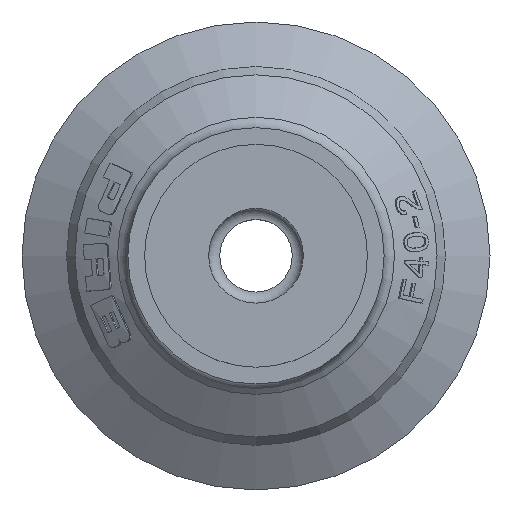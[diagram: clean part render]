
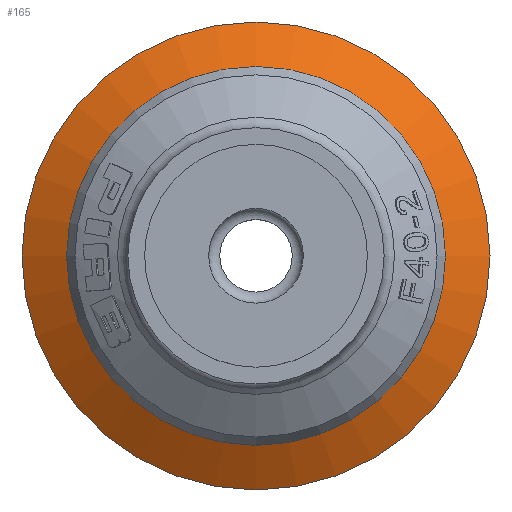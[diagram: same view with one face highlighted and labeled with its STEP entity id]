
A CAD part, top view. The second image highlights one B-rep face of the part: STEP entity #165.
In plain terms, the highlighted conical face has half-angle 59.036 degrees and reference radius 17 mm.
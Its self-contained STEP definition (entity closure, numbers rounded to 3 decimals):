
#165 = ADVANCED_FACE( '', ( #442, #443 ), #444, .T. );
#442 = FACE_OUTER_BOUND( '', #738, .T. );
#443 = FACE_BOUND( '', #739, .T. );
#444 = CONICAL_SURFACE( '', #740, 17., 1.03 );
#738 = EDGE_LOOP( '', ( #1784 ) );
#739 = EDGE_LOOP( '', ( #1785 ) );
#740 = AXIS2_PLACEMENT_3D( '', #1786, #1787, #1788 );
#1784 = ORIENTED_EDGE( '', *, *, #2110, .F. );
#1785 = ORIENTED_EDGE( '', *, *, #2109, .T. );
#1786 = CARTESIAN_POINT( '', ( 0., 0., -9.799 ) );
#1787 = DIRECTION( '', ( 0., 0., -1. ) );
#1788 = DIRECTION( '', ( -1., 0., 0. ) );
#2109 = EDGE_CURVE( '', #2597, #2597, #2598, .T. );
#2110 = EDGE_CURVE( '', #2599, #2599, #2600, .T. );
#2597 = VERTEX_POINT( '', #4182 );
#2598 = CIRCLE( '', #4183, 17. );
#2599 = VERTEX_POINT( '', #4184 );
#2600 = CIRCLE( '', #4185, 21. );
#4182 = CARTESIAN_POINT( '', ( -17., 0., -9.799 ) );
#4183 = AXIS2_PLACEMENT_3D( '', #4327, #4328, #4329 );
#4184 = CARTESIAN_POINT( '', ( -21., 0., -12.199 ) );
#4185 = AXIS2_PLACEMENT_3D( '', #4330, #4331, #4332 );
#4327 = CARTESIAN_POINT( '', ( 0., 0., -9.799 ) );
#4328 = DIRECTION( '', ( 0., 0., -1. ) );
#4329 = DIRECTION( '', ( -1., 0., 0. ) );
#4330 = CARTESIAN_POINT( '', ( 0., 0., -12.199 ) );
#4331 = DIRECTION( '', ( 0., 0., -1. ) );
#4332 = DIRECTION( '', ( -1., 0., 0. ) );
